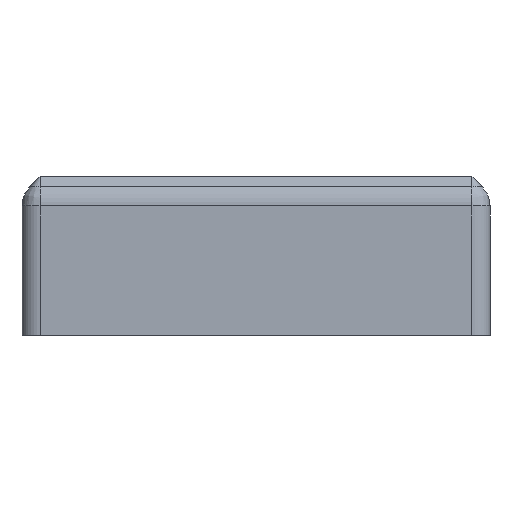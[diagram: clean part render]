
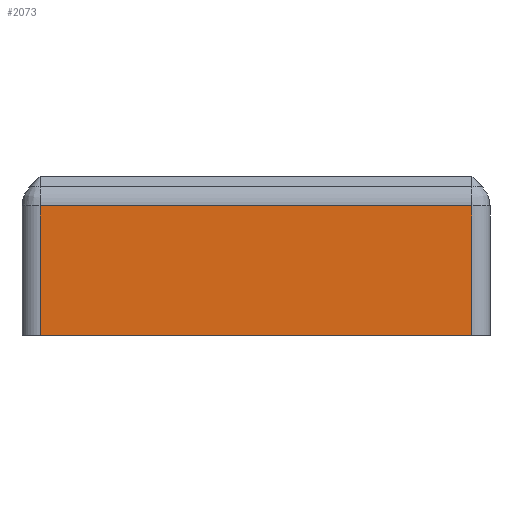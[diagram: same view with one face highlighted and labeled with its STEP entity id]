
A CAD part, left-side view. The second image highlights one B-rep face of the part: STEP entity #2073.
In plain terms, the highlighted planar face has unit normal (-1, 0, 0).
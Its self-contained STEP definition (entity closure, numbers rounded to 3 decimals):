
#247=FACE_OUTER_BOUND('',#374,.T.);
#374=EDGE_LOOP('',(#1877,#1878,#1879,#1880));
#489=LINE('',#3168,#712);
#522=LINE('',#3325,#745);
#530=LINE('',#3369,#753);
#536=LINE('',#3382,#759);
#712=VECTOR('',#2460,10.);
#745=VECTOR('',#2621,10.);
#753=VECTOR('',#2655,10.);
#759=VECTOR('',#2675,10.);
#919=VERTEX_POINT('',#3165);
#920=VERTEX_POINT('',#3167);
#960=VERTEX_POINT('',#3318);
#962=VERTEX_POINT('',#3324);
#1138=EDGE_CURVE('',#920,#919,#489,.T.);
#1207=EDGE_CURVE('',#960,#962,#522,.T.);
#1222=EDGE_CURVE('',#960,#920,#530,.T.);
#1228=EDGE_CURVE('',#962,#919,#536,.T.);
#1877=ORIENTED_EDGE('',*,*,#1207,.F.);
#1878=ORIENTED_EDGE('',*,*,#1222,.T.);
#1879=ORIENTED_EDGE('',*,*,#1138,.T.);
#1880=ORIENTED_EDGE('',*,*,#1228,.F.);
#1959=PLANE('',#2257);
#2073=ADVANCED_FACE('',(#247),#1959,.T.);
#2257=AXIS2_PLACEMENT_3D('',#3527,#2820,#2821);
#2460=DIRECTION('',(0.,-1.,0.));
#2621=DIRECTION('',(0.,-1.,0.));
#2655=DIRECTION('',(0.,0.,-1.));
#2675=DIRECTION('',(0.,0.,-1.));
#2820=DIRECTION('center_axis',(-1.,0.,0.));
#2821=DIRECTION('ref_axis',(0.,1.,0.));
#3165=CARTESIAN_POINT('',(-2.5,-0.5,-8.));
#3167=CARTESIAN_POINT('',(-2.5,47.5,-8.));
#3168=CARTESIAN_POINT('',(-2.5,11.5,-8.));
#3318=CARTESIAN_POINT('',(-2.5,47.5,6.357));
#3324=CARTESIAN_POINT('',(-2.5,-0.5,6.357));
#3325=CARTESIAN_POINT('',(-2.5,4.,6.357));
#3369=CARTESIAN_POINT('',(-2.5,47.5,-5.));
#3382=CARTESIAN_POINT('',(-2.5,-0.5,-5.));
#3527=CARTESIAN_POINT('Origin',(-2.5,-2.5,7.8));
